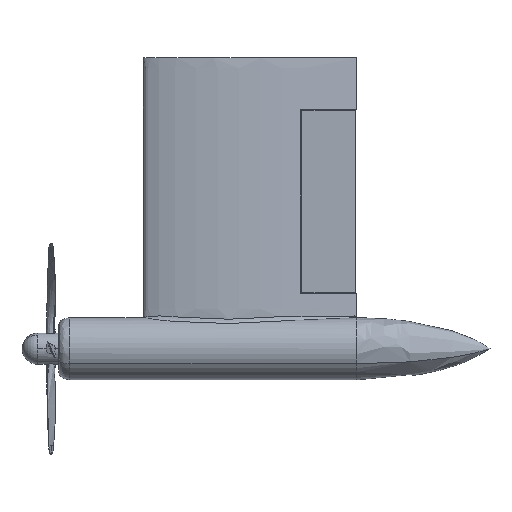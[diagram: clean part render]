
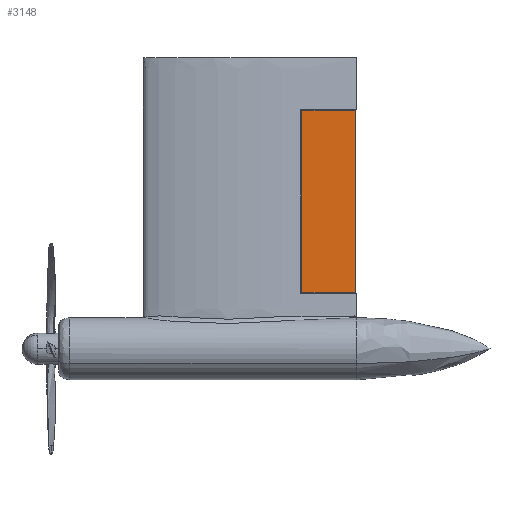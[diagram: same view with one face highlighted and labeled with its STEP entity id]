
A CAD part, front view. The second image highlights one B-rep face of the part: STEP entity #3148.
In plain terms, the highlighted face is a extrusion surface.
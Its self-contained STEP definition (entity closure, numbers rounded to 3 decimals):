
#3017=CARTESIAN_POINT('Line Origine',(178.998,-10.493,-161.5)) ;
#3021=CARTESIAN_POINT('Vertex',(178.998,-10.493,-264.)) ;
#3023=CARTESIAN_POINT('Vertex',(178.998,-10.493,-59.)) ;
#3049=CARTESIAN_POINT('Control Point',(178.998,-10.493,-264.)) ;
#3050=CARTESIAN_POINT('Control Point',(172.618,-10.345,-264.)) ;
#3051=CARTESIAN_POINT('Control Point',(166.237,-10.198,-264.)) ;
#3052=CARTESIAN_POINT('Control Point',(143.348,-9.669,-264.)) ;
#3053=CARTESIAN_POINT('Control Point',(134.547,-9.466,-264.)) ;
#3054=CARTESIAN_POINT('Control Point',(125.746,-9.262,-264.)) ;
#3055=CARTESIAN_POINT('Control Point',(123.325,-9.207,-264.)) ;
#3056=CARTESIAN_POINT('Control Point',(120.905,-9.151,-264.)) ;
#3057=CARTESIAN_POINT('Control Point',(118.484,-9.095,-264.)) ;
#3058=CARTESIAN_POINT('Vertex',(118.484,-9.095,-264.)) ;
#3078=CARTESIAN_POINT('Line Origine',(118.484,-9.095,-161.5)) ;
#3082=CARTESIAN_POINT('Vertex',(118.484,-9.095,-59.)) ;
#3103=CARTESIAN_POINT('Control Point',(178.998,-10.493,-59.)) ;
#3104=CARTESIAN_POINT('Control Point',(172.618,-10.345,-59.)) ;
#3105=CARTESIAN_POINT('Control Point',(166.237,-10.198,-59.)) ;
#3106=CARTESIAN_POINT('Control Point',(143.348,-9.669,-59.)) ;
#3107=CARTESIAN_POINT('Control Point',(134.547,-9.466,-59.)) ;
#3108=CARTESIAN_POINT('Control Point',(125.746,-9.262,-59.)) ;
#3109=CARTESIAN_POINT('Control Point',(123.325,-9.207,-59.)) ;
#3110=CARTESIAN_POINT('Control Point',(120.905,-9.151,-59.)) ;
#3111=CARTESIAN_POINT('Control Point',(118.484,-9.095,-59.)) ;
#3121=CARTESIAN_POINT('Control Point',(178.998,-10.493,-59.)) ;
#3122=CARTESIAN_POINT('Control Point',(176.587,-10.437,-59.)) ;
#3123=CARTESIAN_POINT('Control Point',(174.175,-10.381,-59.)) ;
#3124=CARTESIAN_POINT('Control Point',(171.763,-10.326,-59.)) ;
#3125=CARTESIAN_POINT('Control Point',(166.924,-10.214,-59.)) ;
#3126=CARTESIAN_POINT('Control Point',(162.085,-10.102,-59.)) ;
#3127=CARTESIAN_POINT('Control Point',(159.658,-10.046,-59.)) ;
#3128=CARTESIAN_POINT('Control Point',(154.804,-9.934,-59.)) ;
#3129=CARTESIAN_POINT('Control Point',(149.95,-9.822,-59.)) ;
#3130=CARTESIAN_POINT('Control Point',(147.522,-9.765,-59.)) ;
#3131=CARTESIAN_POINT('Control Point',(142.668,-9.653,-59.)) ;
#3132=CARTESIAN_POINT('Control Point',(137.814,-9.541,-59.)) ;
#3133=CARTESIAN_POINT('Control Point',(135.387,-9.485,-59.)) ;
#3134=CARTESIAN_POINT('Control Point',(130.55,-9.373,-59.)) ;
#3135=CARTESIAN_POINT('Control Point',(125.713,-9.262,-59.)) ;
#3136=CARTESIAN_POINT('Control Point',(123.304,-9.206,-59.)) ;
#3137=CARTESIAN_POINT('Control Point',(120.894,-9.151,-59.)) ;
#3138=CARTESIAN_POINT('Control Point',(118.484,-9.095,-59.)) ;
#3018=DIRECTION('Vector Direction',(0.,0.,1.)) ;
#3079=DIRECTION('Vector Direction',(0.,0.,1.)) ;
#3139=DIRECTION('Vector Direction',(0.,0.,1.)) ;
#3143=ORIENTED_EDGE('',*,*,#3084,.F.) ;
#3144=ORIENTED_EDGE('',*,*,#3060,.F.) ;
#3145=ORIENTED_EDGE('',*,*,#3025,.T.) ;
#3146=ORIENTED_EDGE('',*,*,#3112,.T.) ;
#3019=VECTOR('Line Direction',#3018,1.) ;
#3080=VECTOR('Line Direction',#3079,1.) ;
#3140=VECTOR('Extrusion Surface Vector',#3139,1.) ;
#3148=ADVANCED_FACE('flap',(#3147),#3141,.F.) ;
#3048=B_SPLINE_CURVE_WITH_KNOTS('',5,(#3049,#3050,#3051,#3052,#3053,#3054,#3055,#3056,#3057),.UNSPECIFIED.,.F.,.U.,(6,3,6),(0.,45.129,62.249),.UNSPECIFIED.) ;
#3102=B_SPLINE_CURVE_WITH_KNOTS('',5,(#3103,#3104,#3105,#3106,#3107,#3108,#3109,#3110,#3111),.UNSPECIFIED.,.F.,.U.,(6,3,6),(0.,45.129,62.249),.UNSPECIFIED.) ;
#3120=B_SPLINE_CURVE_WITH_KNOTS('',5,(#3121,#3122,#3123,#3124,#3125,#3126,#3127,#3128,#3129,#3130,#3131,#3132,#3133,#3134,#3135,#3136,#3137,#3138),.UNSPECIFIED.,.F.,.U.,(6,3,3,3,3,6),(0.077,12.139,24.278,36.417,48.556,60.607),.UNSPECIFIED.) ;
#3025=EDGE_CURVE('',#3022,#3024,#3020,.T.) ;
#3060=EDGE_CURVE('',#3022,#3059,#3048,.T.) ;
#3084=EDGE_CURVE('',#3059,#3083,#3081,.T.) ;
#3112=EDGE_CURVE('',#3024,#3083,#3102,.T.) ;
#3142=EDGE_LOOP('',(#3143,#3144,#3145,#3146)) ;
#3147=FACE_OUTER_BOUND('',#3142,.T.) ;
#3020=LINE('Line',#3017,#3019) ;
#3081=LINE('Line',#3078,#3080) ;
#3141=SURFACE_OF_LINEAR_EXTRUSION('generated tabulated cylinder',#3120,#3140) ;
#3022=VERTEX_POINT('',#3021) ;
#3024=VERTEX_POINT('',#3023) ;
#3059=VERTEX_POINT('',#3058) ;
#3083=VERTEX_POINT('',#3082) ;
